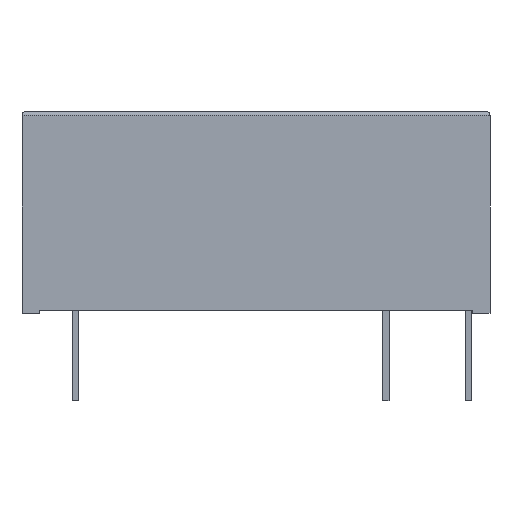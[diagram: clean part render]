
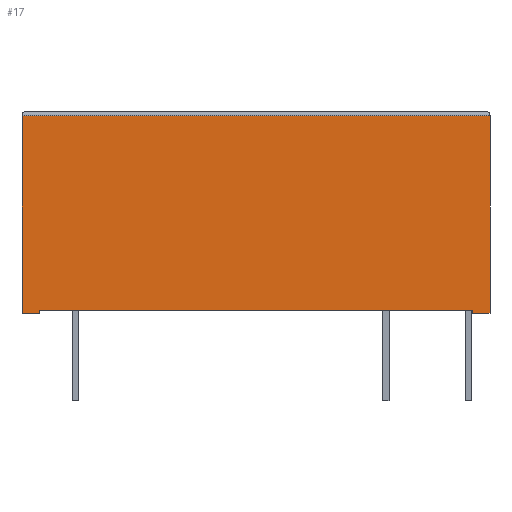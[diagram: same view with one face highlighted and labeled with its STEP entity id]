
A CAD part, front view. The second image highlights one B-rep face of the part: STEP entity #17.
In plain terms, the highlighted planar face has unit normal (0, -1, 0).
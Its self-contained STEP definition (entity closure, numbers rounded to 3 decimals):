
#13=DIRECTION('',(0.,0.,1.));
#17=ADVANCED_FACE('',(#18),#62,.F.);
#18=FACE_BOUND('',#19,.F.);
#19=EDGE_LOOP('',(#20,#28,#35,#40,#45,#50,#55,#60));
#20=ORIENTED_EDGE('',*,*,#21,.T.);
#21=EDGE_CURVE('',#22,#24,#26,.T.);
#22=VERTEX_POINT('',#23);
#23=CARTESIAN_POINT('',(-3.25,-1.24,0.));
#24=VERTEX_POINT('',#25);
#25=CARTESIAN_POINT('',(-3.25,-1.24,12.05));
#26=LINE('',#23,#27);
#27=VECTOR('',#13,1.);
#28=ORIENTED_EDGE('',*,*,#29,.T.);
#29=EDGE_CURVE('',#24,#30,#32,.T.);
#30=VERTEX_POINT('',#31);
#31=CARTESIAN_POINT('',(25.25,-1.24,12.05));
#32=LINE('',#25,#33);
#33=VECTOR('',#34,1.);
#34=DIRECTION('',(1.,0.,0.));
#35=ORIENTED_EDGE('',*,*,#36,.F.);
#36=EDGE_CURVE('',#37,#30,#39,.T.);
#37=VERTEX_POINT('',#38);
#38=CARTESIAN_POINT('',(25.25,-1.24,0.));
#39=LINE('',#38,#27);
#40=ORIENTED_EDGE('',*,*,#41,.F.);
#41=EDGE_CURVE('',#42,#37,#44,.T.);
#42=VERTEX_POINT('',#43);
#43=CARTESIAN_POINT('',(24.189,-1.24,0.));
#44=LINE('',#23,#33);
#45=ORIENTED_EDGE('',*,*,#46,.T.);
#46=EDGE_CURVE('',#42,#47,#49,.T.);
#47=VERTEX_POINT('',#48);
#48=CARTESIAN_POINT('',(24.189,-1.24,0.2));
#49=LINE('',#43,#27);
#50=ORIENTED_EDGE('',*,*,#51,.F.);
#51=EDGE_CURVE('',#52,#47,#54,.T.);
#52=VERTEX_POINT('',#53);
#53=CARTESIAN_POINT('',(-2.189,-1.24,0.2));
#54=LINE('',#53,#33);
#55=ORIENTED_EDGE('',*,*,#56,.F.);
#56=EDGE_CURVE('',#57,#52,#59,.T.);
#57=VERTEX_POINT('',#58);
#58=CARTESIAN_POINT('',(-2.189,-1.24,0.));
#59=LINE('',#58,#27);
#60=ORIENTED_EDGE('',*,*,#61,.F.);
#61=EDGE_CURVE('',#22,#57,#44,.T.);
#62=PLANE('',#63);
#63=AXIS2_PLACEMENT_3D('',#23,#64,#34);
#64=DIRECTION('',(0.,1.,0.));
